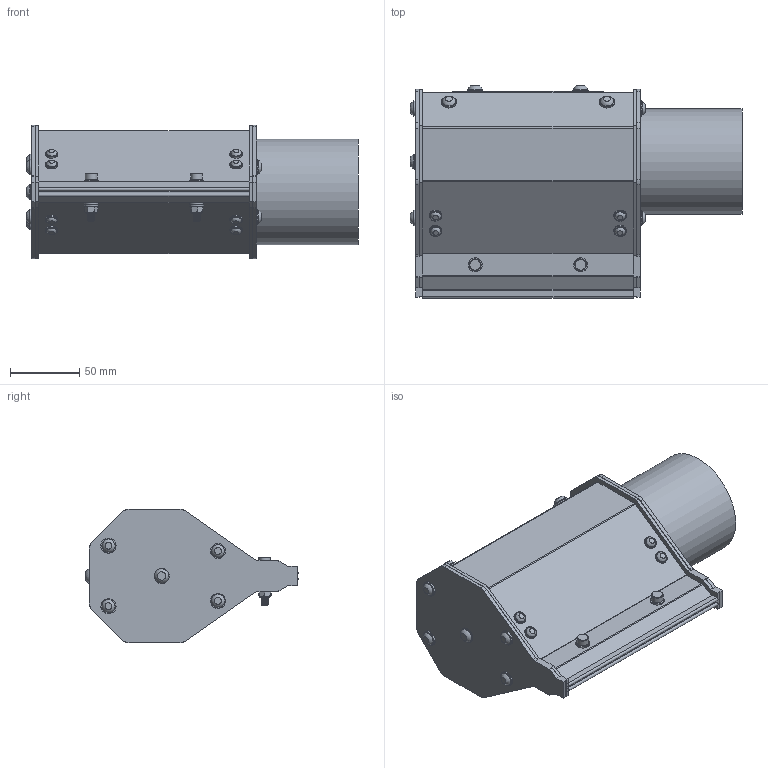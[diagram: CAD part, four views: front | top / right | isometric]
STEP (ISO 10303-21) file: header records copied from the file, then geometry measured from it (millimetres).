
FILE_DESCRIPTION(/* description */ (''),/* implementation_level */ '2;1');
FILE_NAME(/* name */ 'KAB0xxx06 DUMMY.stp',/* time_stamp */ '2018-02-19T08:24:37-05:00',/* author */ ('James'),/* organization */ (''),/* preprocessor_version */ 'ST-DEVELOPER v16.5',/* originating_system */ 'Autodesk Inventor 2017',/* authorisation */ '');
FILE_SCHEMA (('AUTOMOTIVE_DESIGN { 1 0 10303 214 3 1 1 }'));
Length unit declared in the file: inch
Products named in the file (1): KAB0xxx06 DUMMY
Bounding box: 240.03 x 153.78 x 96.52 mm (x, y, z)
Volume: 1684617.9 mm3; surface area: 106729.6 mm2
Topology: 1 solids, 1 shells, 328 faces, 733 edges, 490 vertices
Faces by surface type: plane 173, cylinder 96, cone 30, sphere 23, bspline 4, torus 2
Full cylindrical faces by diameter (mm): 7.6 x8, 8.5 x2, 9 x8, 9.5 x12, 10 x4, 10.135 x2, 10.5 x3, 11 x15, 76.2 x1
Entity records: 14579 total; most frequent: CARTESIAN_POINT 7335, DIRECTION 1490, ORIENTED_EDGE 1282, EDGE_CURVE 641, AXIS2_PLACEMENT_3D 588, EDGE_LOOP 474, VERTEX_POINT 461, FACE_OUTER_BOUND 328
